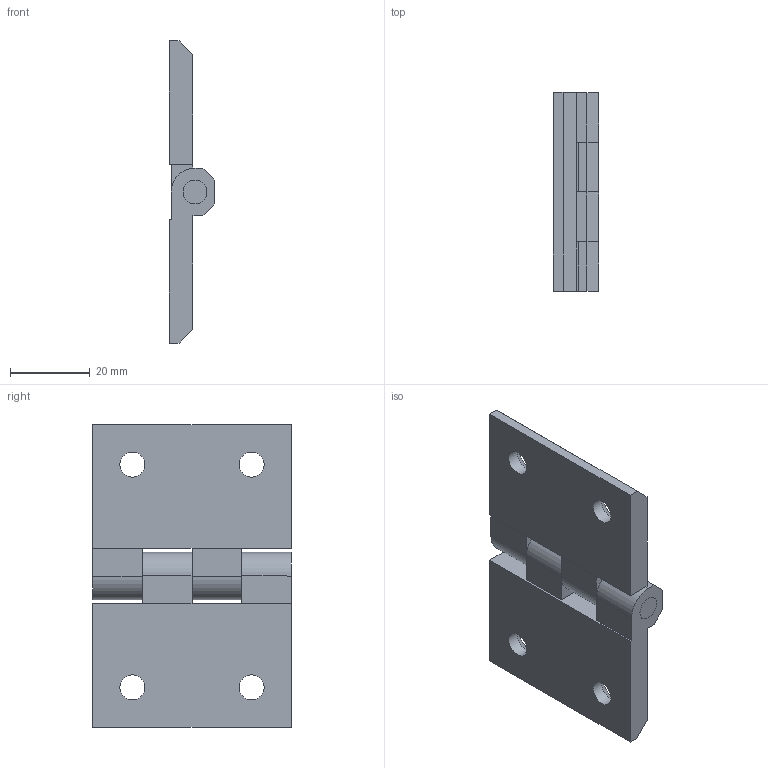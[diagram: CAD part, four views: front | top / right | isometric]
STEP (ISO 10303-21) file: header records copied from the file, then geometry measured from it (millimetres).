
FILE_DESCRIPTION(/* description */ (''),/* implementation_level */ '2;1');
FILE_NAME(/* name */ '140330',/* time_stamp */ '2014-10-06T11:02:05+02:00',/* author */ (''),/* organization */ (''),/* preprocessor_version */ 'ST-DEVELOPER v14',/* originating_system */ 'HiCAD 2013 1802.4 Build 509',/* authorisation */ '');
FILE_SCHEMA (('AUTOMOTIVE_DESIGN { 1 0 10303 214 1 1 1 1 }'));
Length unit declared in the file: millimetre
Products named in the file (5): Root; 140330 Scharnier 50x50BOIKON
Assembly tree (4 placements, depth 3):
  Root
    140330 Scharnier 50x50BOIKON
      (unnamed)
      (unnamed)
      (unnamed)
Bounding box: 11.5 x 50 x 76 mm (x, y, z)
Volume: 22808.7 mm3; surface area: 12274.8 mm2
Topology: 3 solids, 3 shells, 63 faces, 173 edges, 125 vertices
Faces by surface type: plane 46, cylinder 13, cone 4
Full cylindrical faces by diameter (mm): 6 x5, 6.3 x4
Entity records: 3558 total; most frequent: CARTESIAN_POINT 344, DIRECTION 326, PRESENTATION_STYLE_ASSIGNMENT 311, COLOUR_RGB 309, DRAUGHTING_PRE_DEFINED_CURVE_FONT 308, CURVE_STYLE 308, OVER_RIDING_STYLED_ITEM 308, ORIENTED_EDGE 308
